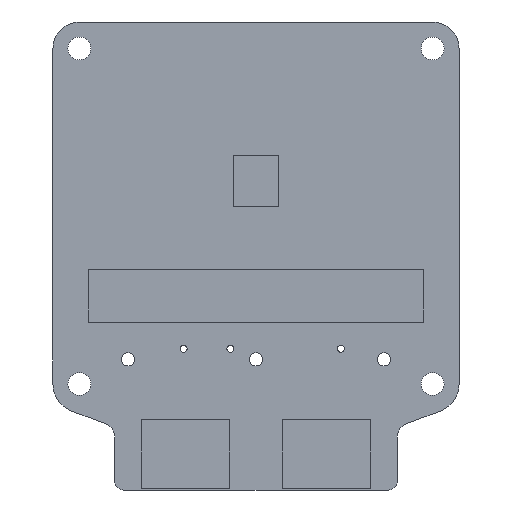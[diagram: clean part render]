
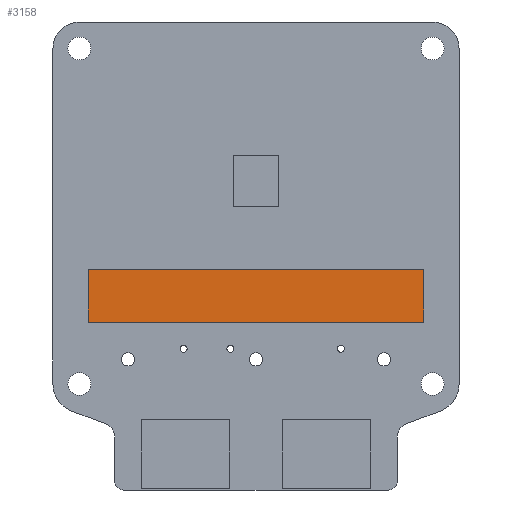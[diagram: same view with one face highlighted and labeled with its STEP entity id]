
A CAD part, front view. The second image highlights one B-rep face of the part: STEP entity #3158.
In plain terms, the highlighted planar face has unit normal (0, -1, 0).
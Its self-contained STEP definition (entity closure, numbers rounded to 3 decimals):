
#40 = VERTEX_POINT ( 'NONE', #3114 ) ;
#83 = ORIENTED_EDGE ( 'NONE', *, *, #7650, .T. ) ;
#97 = VECTOR ( 'NONE', #4666, 1000. ) ;
#271 = VERTEX_POINT ( 'NONE', #2893 ) ;
#433 = AXIS2_PLACEMENT_3D ( 'NONE', #7117, #5248, #7202 ) ;
#763 = VERTEX_POINT ( 'NONE', #6425 ) ;
#1790 = VECTOR ( 'NONE', #2500, 1000. ) ;
#2048 = CARTESIAN_POINT ( 'NONE',  ( -19., 0.05, -24. ) ) ;
#2068 = EDGE_CURVE ( 'NONE', #271, #3816, #3298, .T. ) ;
#2500 = DIRECTION ( 'NONE',  ( 0., 0., -1. ) ) ;
#2587 = FACE_OUTER_BOUND ( 'NONE', #8182, .T. ) ;
#2703 = CARTESIAN_POINT ( 'NONE',  ( 19., 0.05, -24. ) ) ;
#2893 = CARTESIAN_POINT ( 'NONE',  ( 19., 0.05, -24. ) ) ;
#3114 = CARTESIAN_POINT ( 'NONE',  ( -19., 0.05, -18. ) ) ;
#3158 = ADVANCED_FACE ( 'NONE', ( #2587 ), #4536, .F. ) ;
#3298 = LINE ( 'NONE', #2703, #6965 ) ;
#3406 = EDGE_CURVE ( 'NONE', #40, #763, #7785, .T. ) ;
#3816 = VERTEX_POINT ( 'NONE', #7736 ) ;
#3965 = ORIENTED_EDGE ( 'NONE', *, *, #2068, .T. ) ;
#4033 = LINE ( 'NONE', #2048, #97 ) ;
#4536 = PLANE ( 'NONE',  #433 ) ;
#4609 = CARTESIAN_POINT ( 'NONE',  ( -19., 0.05, -18. ) ) ;
#4666 = DIRECTION ( 'NONE',  ( 1., 0., 0. ) ) ;
#4919 = LINE ( 'NONE', #8107, #7094 ) ;
#5248 = DIRECTION ( 'NONE',  ( 0., 1., 0. ) ) ;
#5826 = DIRECTION ( 'NONE',  ( 0., 0., 1. ) ) ;
#6059 = EDGE_CURVE ( 'NONE', #3816, #40, #4919, .T. ) ;
#6425 = CARTESIAN_POINT ( 'NONE',  ( -19., 0.05, -24. ) ) ;
#6827 = DIRECTION ( 'NONE',  ( -1., 0., 0. ) ) ;
#6965 = VECTOR ( 'NONE', #5826, 1000. ) ;
#7094 = VECTOR ( 'NONE', #6827, 1000. ) ;
#7117 = CARTESIAN_POINT ( 'NONE',  ( 0., 0.05, -21. ) ) ;
#7176 = ORIENTED_EDGE ( 'NONE', *, *, #3406, .T. ) ;
#7202 = DIRECTION ( 'NONE',  ( 1., 0., 0. ) ) ;
#7617 = ORIENTED_EDGE ( 'NONE', *, *, #6059, .T. ) ;
#7650 = EDGE_CURVE ( 'NONE', #763, #271, #4033, .T. ) ;
#7736 = CARTESIAN_POINT ( 'NONE',  ( 19., 0.05, -18. ) ) ;
#7785 = LINE ( 'NONE', #4609, #1790 ) ;
#8107 = CARTESIAN_POINT ( 'NONE',  ( 19., 0.05, -18. ) ) ;
#8182 = EDGE_LOOP ( 'NONE', ( #7617, #7176, #83, #3965 ) ) ;
